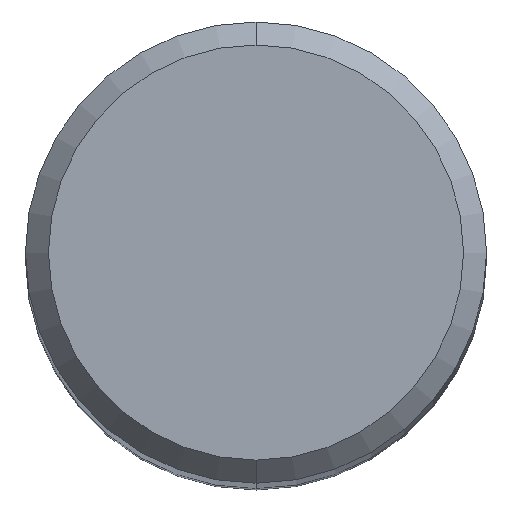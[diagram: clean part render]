
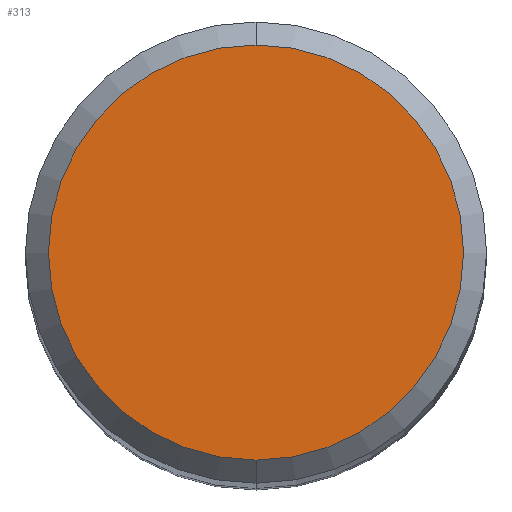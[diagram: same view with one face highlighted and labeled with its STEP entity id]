
A CAD part, top view. The second image highlights one B-rep face of the part: STEP entity #313.
In plain terms, the highlighted planar face has unit normal (0, 0, 1).
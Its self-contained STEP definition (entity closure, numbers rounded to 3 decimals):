
#215=VERTEX_POINT('',#487);
#225=EDGE_CURVE('',#243,#215,#497,.T.);
#243=VERTEX_POINT('',#518);
#313=ADVANCED_FACE('',(#595),#596,.T.);
#333=EDGE_CURVE('',#215,#243,#617,.T.);
#487=CARTESIAN_POINT('',(0.0,4.5,0.0));
#497=CIRCLE('',#897,4.5);
#518=CARTESIAN_POINT('',(0.,-4.5,0.0));
#595=FACE_OUTER_BOUND('',#1074,.T.);
#596=PLANE('',#1075);
#617=CIRCLE('',#1124,4.5);
#897=AXIS2_PLACEMENT_3D('',#1380,#1381,#1382);
#1074=EDGE_LOOP('',(#1498,#1499));
#1075=AXIS2_PLACEMENT_3D('',#1500,#1501,#1502);
#1124=AXIS2_PLACEMENT_3D('',#1512,#1513,#1514);
#1380=CARTESIAN_POINT('',(0.0,0.0,0.0));
#1381=DIRECTION('',(0.0,0.0,-1.0));
#1382=DIRECTION('',(0.0,1.0,0.0));
#1498=ORIENTED_EDGE('',*,*,#333,.F.);
#1499=ORIENTED_EDGE('',*,*,#225,.F.);
#1500=CARTESIAN_POINT('',(0.0,2.25,0.0));
#1501=DIRECTION('',(-0.0,0.0,1.0));
#1502=DIRECTION('',(0.0,-1.0,0.0));
#1512=CARTESIAN_POINT('',(0.0,0.0,0.0));
#1513=DIRECTION('',(0.0,0.0,-1.0));
#1514=DIRECTION('',(0.0,1.0,0.0));
